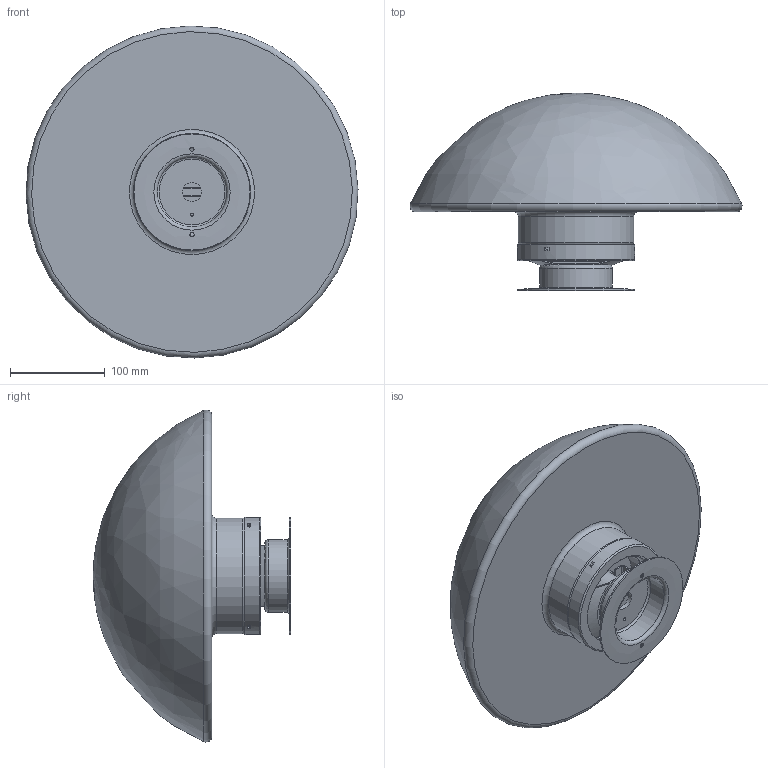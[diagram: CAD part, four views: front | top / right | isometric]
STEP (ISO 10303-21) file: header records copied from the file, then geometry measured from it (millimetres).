
FILE_DESCRIPTION(/* description */ (''),/* implementation_level */ '2;1');
FILE_NAME(/* name */ 'F279370150BINU.stp',/* time_stamp */ '2020-01-17T09:00:32+01:00',/* author */ ('sghezzi'),/* organization */ (''),/* preprocessor_version */ 'ST-DEVELOPER v17.2',/* originating_system */ 'Autodesk Inventor 2019',/* authorisation */ '');
FILE_SCHEMA (('AUTOMOTIVE_DESIGN { 1 0 10303 214 3 1 1 }'));
Length unit declared in the file: millimetre
Products named in the file (7): 2793 assieme; Riflettore; 000101442; 020049220; 054035000; 054026000; molla PL
Assembly tree (6 placements, depth 3):
  2793 assieme
    Riflettore
    000101442
    020049220
    054035000
      054026000
      molla PL
Bounding box: 350.15 x 208.28 x 350.15 mm (x, y, z)
Volume: 3016138.1 mm3; surface area: 533803.7 mm2
Topology: 5 solids, 5 shells, 173 faces, 500 edges, 333 vertices
Faces by surface type: plane 93, cylinder 39, torus 14, cone 14, bspline 13
Full cylindrical faces by diameter (mm): 3.25 x1, 4 x1, 4.4 x2, 20 x1, 24 x1, 35 x1, 40 x1, 43 x1, 73.5 x1, 76.5 x1, 86 x1, 96 x1, 114 x1, 120.5 x1, 122 x1, 122.5 x1, 123.5 x1
Entity records: 7389 total; most frequent: CARTESIAN_POINT 2602, ORIENTED_EDGE 984, DIRECTION 947, EDGE_CURVE 492, AXIS2_PLACEMENT_3D 353, VERTEX_POINT 333, LINE 241, VECTOR 241
